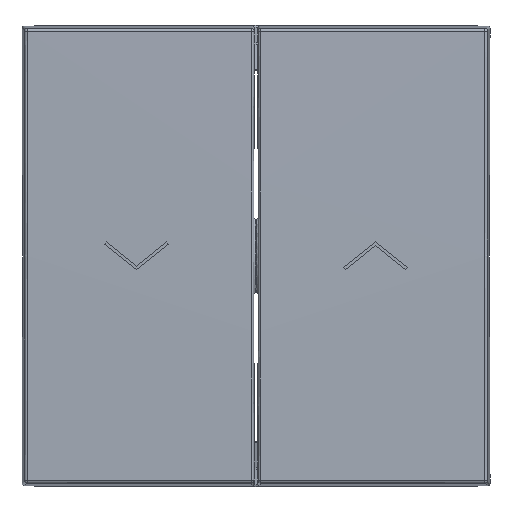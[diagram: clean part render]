
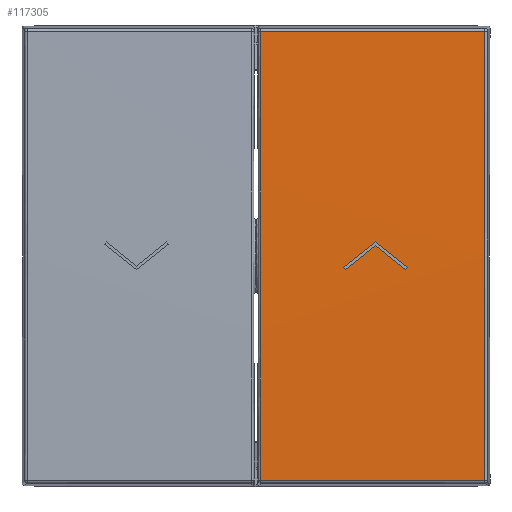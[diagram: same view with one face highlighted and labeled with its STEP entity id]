
A CAD part, top view. The second image highlights one B-rep face of the part: STEP entity #117305.
In plain terms, the highlighted cylindrical face has radius 1600 mm (diameter 3200 mm), a partial arc.
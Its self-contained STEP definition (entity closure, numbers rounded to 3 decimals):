
#84409=DIRECTION('',(1.,-0.011,0.));
#84410=VECTOR('',#84409,26.642);
#84411=CARTESIAN_POINT('',(0.565,8.004,
-26.695));
#84412=LINE('70821',#84411,#84410);
#84416=CARTESIAN_POINT('',(27.205,7.716,
-26.707));
#84417=CARTESIAN_POINT('',(27.203,7.776,
-23.124));
#84418=CARTESIAN_POINT('',(27.199,7.871,
-16.006));
#84419=CARTESIAN_POINT('',(27.196,7.94,
-5.743));
#84420=CARTESIAN_POINT('',(27.196,7.944,4.912));
#84421=CARTESIAN_POINT('',(27.199,7.874,15.785));
#84422=CARTESIAN_POINT('',(27.203,7.777,23.056));
#84423=CARTESIAN_POINT('',(27.205,7.716,26.707));
#84428=DIRECTION('',(-1.,0.011,0.));
#84429=VECTOR('',#84428,26.642);
#84430=CARTESIAN_POINT('',(27.205,7.716,26.707));
#84431=LINE('70827',#84430,#84429);
#84435=CARTESIAN_POINT('',(-16.697,-1591.68,0.));
#84436=DIRECTION('',(-1.,0.011,0.));
#84437=DIRECTION('',(0.011,1.,0.017));
#84438=AXIS2_PLACEMENT_3D('',#84435,#84436,#84437);
#95046=CARTESIAN_POINT('',(0.565,8.004,
-26.695));
#95047=CARTESIAN_POINT('',(27.205,7.716,
-26.707));
#95048=VERTEX_POINT('',#95046);
#95049=VERTEX_POINT('',#95047);
#95053=VERTEX_POINT('',#84423);
#95058=CARTESIAN_POINT('',(0.565,8.004,
26.695));
#95059=VERTEX_POINT('',#95058);
#117293=CARTESIAN_POINT('',(-45.059,-1591.374,0.));
#117294=DIRECTION('',(1.,-0.011,0.));
#117295=DIRECTION('',(0.,0.,-1.));
#117296=AXIS2_PLACEMENT_3D('',#117293,#117294,#117295);
#117297=CYLINDRICAL_SURFACE('70810',#117296,1600.);
#117299=ORIENTED_EDGE('70821',*,*,#117298,.T.);
#117300=ORIENTED_EDGE('70824',*,*,#117199,.T.);
#117301=ORIENTED_EDGE('70827',*,*,#117280,.T.);
#117302=ORIENTED_EDGE('70830',*,*,#116736,.T.);
#117303=EDGE_LOOP('70810',(#117299,#117300,#117301,#117302));
#117304=FACE_OUTER_BOUND('70810',#117303,.F.);
#117305=ADVANCED_FACE('70810',(#117304),#117297,.T.);
#84424=B_SPLINE_CURVE_WITH_KNOTS('70824',3,(#84416,#84417,#84418,#84419,#84420,
#84421,#84422,#84423),.UNSPECIFIED.,.F.,.F.,(4,1,1,1,1,4),(0.,0.2,0.4,
0.6,0.8,1.),.UNSPECIFIED.);
#84439=CIRCLE('70830',#84438,1600.);
#116736=EDGE_CURVE('70830',#95059,#95048,#84439,.T.);
#117199=EDGE_CURVE('70824',#95049,#95053,#84424,.T.);
#117280=EDGE_CURVE('70827',#95053,#95059,#84431,.T.);
#117298=EDGE_CURVE('70821',#95048,#95049,#84412,.T.);
